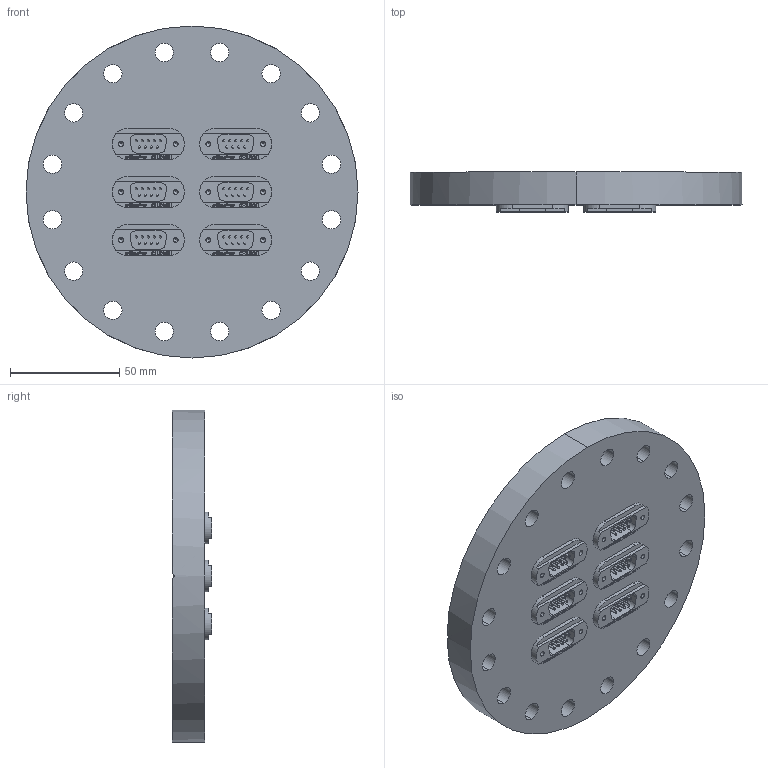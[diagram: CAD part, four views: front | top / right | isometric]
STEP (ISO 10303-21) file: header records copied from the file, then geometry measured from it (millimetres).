
FILE_DESCRIPTION (( 'STEP AP214' ), '1' );
FILE_NAME ('210-D09-C100-6.step', '2025-02-17T20:17:51', ( '' ), ( '' ), 'SwSTEP 2.0', 'SolidWorks 2022', '' );
FILE_SCHEMA (( 'AUTOMOTIVE_DESIGN' ));
Length unit declared in the file: millimetre
Products named in the file (5): 9210-D09-C100-6_411-CFB100; 9218-D9-37-SS-V22_9pin 1mm beschr. allectra; 218-D9-37-SS_218-D09-SS; 9210-PIN-FENI_Pin vergoldet; 210-D09-C100-6
Assembly tree (17 placements, depth 3):
  210-D09-C100-6
    9210-D09-C100-6_411-CFB100
    218-D9-37-SS_218-D09-SS  x6
      9218-D9-37-SS-V22_9pin 1mm beschr. allectra
      9210-PIN-FENI_Pin vergoldet
Bounding box: 152 x 18.2 x 152 mm (x, y, z)
Volume: 239170.2 mm3; surface area: 72254.8 mm2
Topology: 61 solids, 61 shells, 1878 faces, 5130 edges, 3362 vertices
Faces by surface type: plane 880, cylinder 662, bspline 162, sphere 108, cone 52, torus 14
Entity records: 12823 total; most frequent: CARTESIAN_POINT 3714, ORIENTED_EDGE 1830, DIRECTION 1813, EDGE_CURVE 915, AXIS2_PLACEMENT_3D 621, VERTEX_POINT 604, LINE 571, VECTOR 571
